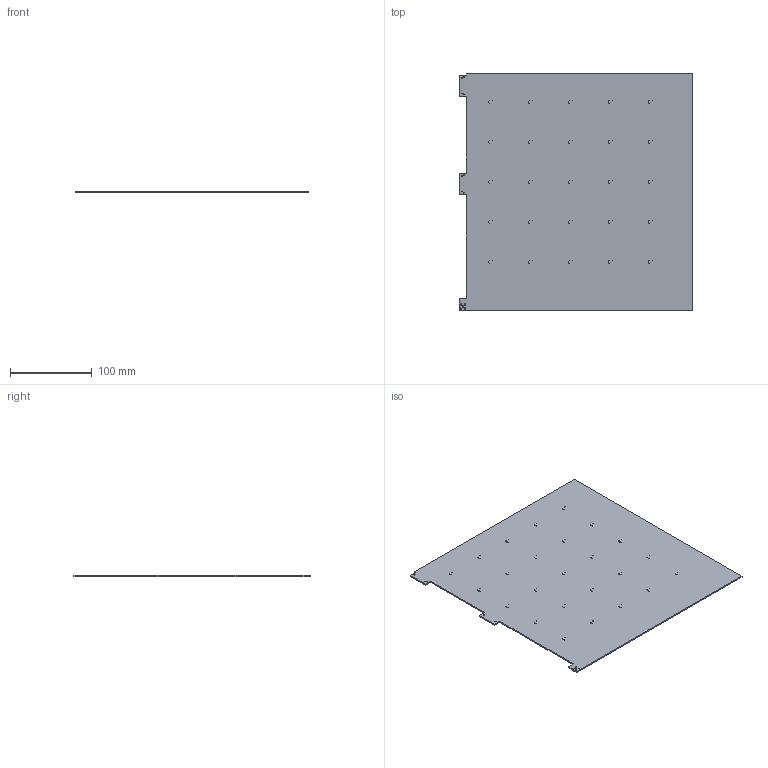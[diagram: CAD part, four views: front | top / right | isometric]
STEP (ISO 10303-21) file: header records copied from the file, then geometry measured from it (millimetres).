
FILE_DESCRIPTION(('KiCad electronic assembly'),'2;1');
FILE_NAME('OddLayers_1.3mm_SiPM.step','2024-10-14T18:52:28',('Pcbnew'),( 'Kicad'),'Open CASCADE STEP processor 7.7','KiCad to STEP converter' ,'Unknown');
FILE_SCHEMA(('AUTOMOTIVE_DESIGN { 1 0 10303 214 1 1 1 1 }'));
Length unit declared in the file: millimetre
Products named in the file (2): OddLayers_1.3mm_SiPM 1; OddLayers_1.3mm_SiPM_PCB
Assembly tree (1 placements, depth 2):
  OddLayers_1.3mm_SiPM 1
    OddLayers_1.3mm_SiPM_PCB
Bounding box: 286 x 290 x 1.6 mm (x, y, z)
Volume: 129427.1 mm3; surface area: 164020.2 mm2
Topology: 1 solids, 1 shells, 157 faces, 465 edges, 310 vertices
Faces by surface type: cylinder 138, plane 19
Full cylindrical faces by diameter (mm): 0.4 x125, 0.84 x4, 1.27 x4, 1.5 x1, 1.7 x4
Entity records: 6004 total; most frequent: DIRECTION 1059, CARTESIAN_POINT 934, ORIENTED_EDGE 930, EDGE_CURVE 465, AXIS2_PLACEMENT_3D 435, FACE_BOUND 433, EDGE_LOOP 433, VERTEX_POINT 310
